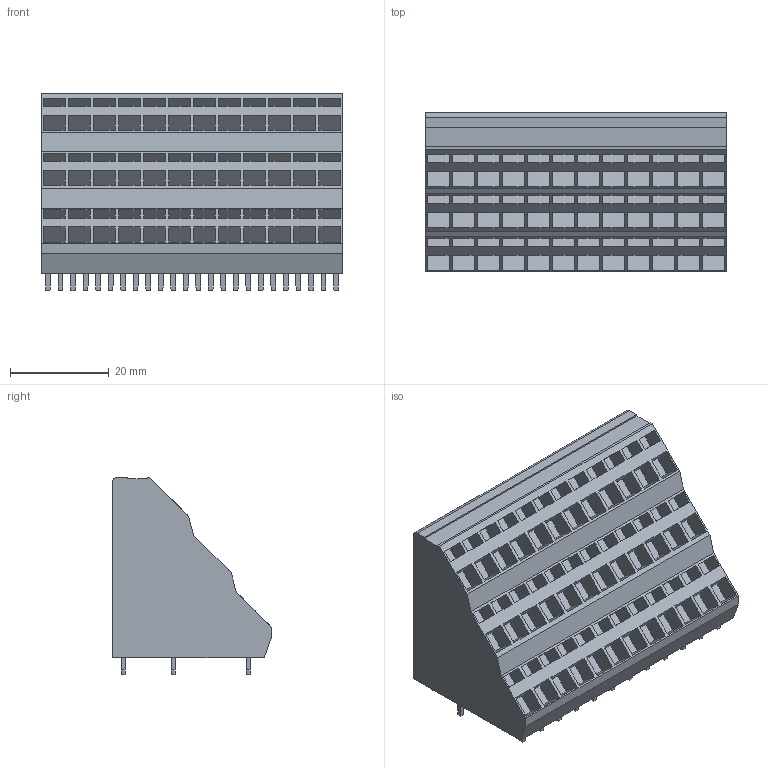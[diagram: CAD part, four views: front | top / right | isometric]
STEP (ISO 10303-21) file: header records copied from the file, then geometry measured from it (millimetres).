
FILE_DESCRIPTION(('CATIA V5 STEP Exchange','CAx-IF Rec.Pracs.--- Model Styling and Organization---1.2---2011-12-15'),'2;1');
FILE_NAME ('D1455667_0_1764990000_1764990000.stp','2018-09-07T08:28:35+00:00',('none'),('Weidmueller'),'CATIA Version 5-6 Release 2014','CATIA V5 STEP AP214','none');
FILE_SCHEMA(('AUTOMOTIVE_DESIGN { 1 0 10303 214 1 1 1 1 }'));
Length unit declared in the file: millimetre
Products named in the file (1): 1764990000
Bounding box: 60.96 x 32.2 x 40.1 mm (x, y, z)
Volume: 44798.8 mm3; surface area: 13788.8 mm2
Topology: 37 solids, 37 shells, 665 faces, 1701 edges, 1182 vertices
Faces by surface type: plane 664, cylinder 1
Entity records: 17685 total; most frequent: ORIENTED_EDGE 3402, CARTESIAN_POINT 3110, DIRECTION 2153, EDGE_CURVE 1701, VECTOR 1699, LINE 1699, VERTEX_POINT 1182, EDGE_LOOP 737
